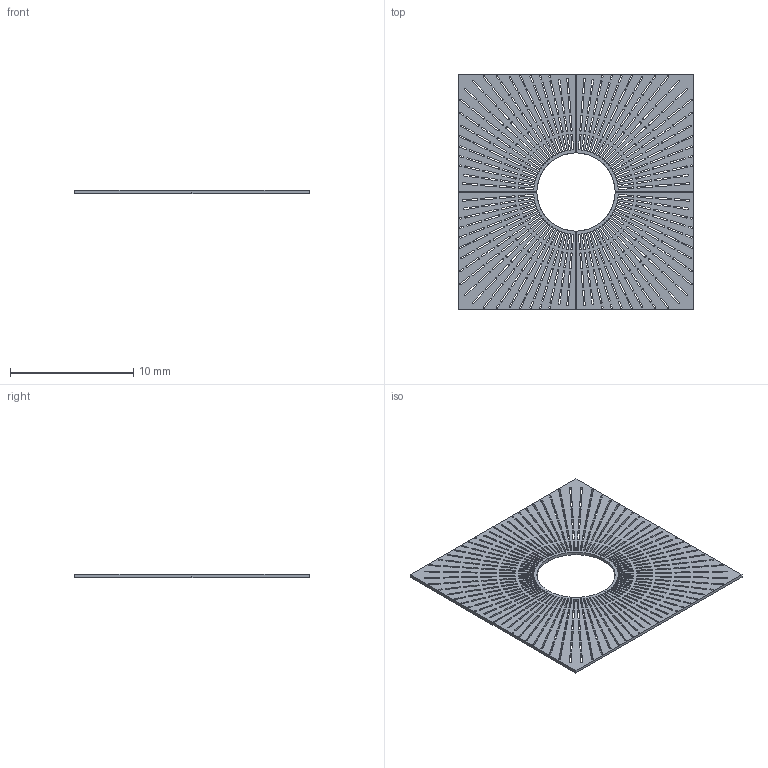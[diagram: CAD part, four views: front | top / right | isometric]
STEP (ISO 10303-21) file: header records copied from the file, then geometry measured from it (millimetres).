
FILE_DESCRIPTION(/* description */ (''),/* implementation_level */ '2;1');
FILE_NAME(/* name */ 'scale tree grate',/* time_stamp */ '2025-06-23T14:42:09-04:00',/* author */ (''),/* organization */ (''),/* preprocessor_version */ 'ST-DEVELOPER v19.2',/* originating_system */ 'Rhino 8.20',/* authorisation */ '');
FILE_SCHEMA (('CONFIG_CONTROL_DESIGN'));
Length unit declared in the file: inch
Products named in the file (1): Document
Bounding box: 19.05 x 19.05 x 0.25 mm (x, y, z)
Volume: 68.8 mm3; surface area: 839.7 mm2
Topology: 4 solids, 4 shells, 1652 faces, 4932 edges, 3288 vertices
Faces by surface type: plane 832, cylinder 820
Entity records: 56926 total; most frequent: CARTESIAN_POINT 16670, ORIENTED_EDGE 9864, EDGE_CURVE 4932, DIRECTION 4864, VERTEX_POINT 3288, AXIS2_PLACEMENT_3D 3258, B_SPLINE_CURVE_WITH_KNOTS 2508, EDGE_LOOP 2468
